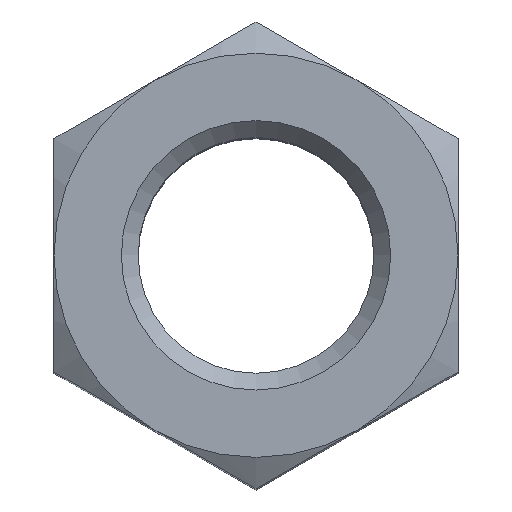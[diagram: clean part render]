
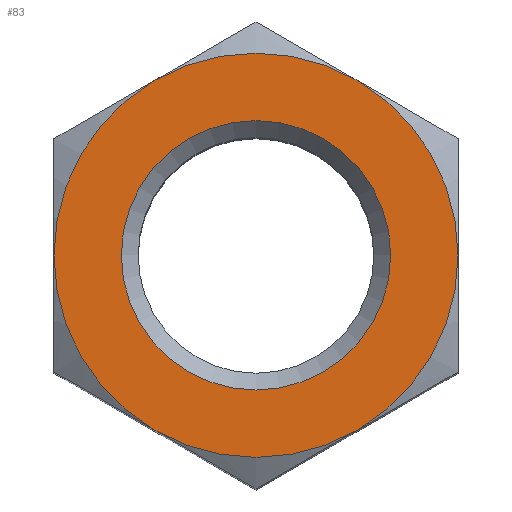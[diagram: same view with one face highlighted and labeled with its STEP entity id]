
A CAD part, top view. The second image highlights one B-rep face of the part: STEP entity #83.
In plain terms, the highlighted planar face has unit normal (0, 0, 1).
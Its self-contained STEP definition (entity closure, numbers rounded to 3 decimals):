
#83 = ADVANCED_FACE( '', ( #212, #213 ), #214, .F. );
#212 = FACE_BOUND( '', #539, .T. );
#213 = FACE_OUTER_BOUND( '', #540, .T. );
#214 = PLANE( '', #541 );
#539 = EDGE_LOOP( '', ( #899 ) );
#540 = EDGE_LOOP( '', ( #900, #901, #902, #903, #904, #905 ) );
#541 = AXIS2_PLACEMENT_3D( '', #906, #907, #908 );
#899 = ORIENTED_EDGE( '', *, *, #1469, .T. );
#900 = ORIENTED_EDGE( '', *, *, #1472, .F. );
#901 = ORIENTED_EDGE( '', *, *, #1491, .F. );
#902 = ORIENTED_EDGE( '', *, *, #1492, .F. );
#903 = ORIENTED_EDGE( '', *, *, #1493, .F. );
#904 = ORIENTED_EDGE( '', *, *, #1494, .F. );
#905 = ORIENTED_EDGE( '', *, *, #1495, .F. );
#906 = CARTESIAN_POINT( '', ( -12., -6.928, 48. ) );
#907 = DIRECTION( '', ( 0., 0., -1. ) );
#908 = DIRECTION( '', ( -1., 0., 0. ) );
#1469 = EDGE_CURVE( '', #1610, #1610, #1611, .T. );
#1472 = EDGE_CURVE( '', #1615, #1613, #1617, .T. );
#1491 = EDGE_CURVE( '', #1650, #1615, #1651, .T. );
#1492 = EDGE_CURVE( '', #1652, #1650, #1653, .T. );
#1493 = EDGE_CURVE( '', #1654, #1652, #1655, .T. );
#1494 = EDGE_CURVE( '', #1656, #1654, #1657, .T. );
#1495 = EDGE_CURVE( '', #1613, #1656, #1658, .T. );
#1610 = VERTEX_POINT( '', #1868 );
#1611 = CIRCLE( '', #1869, 8. );
#1613 = VERTEX_POINT( '', #1871 );
#1615 = VERTEX_POINT( '', #1878 );
#1617 = CIRCLE( '', #1887, 12. );
#1650 = VERTEX_POINT( '', #1959 );
#1651 = CIRCLE( '', #1960, 12. );
#1652 = VERTEX_POINT( '', #1961 );
#1653 = CIRCLE( '', #1962, 12. );
#1654 = VERTEX_POINT( '', #1963 );
#1655 = CIRCLE( '', #1964, 12. );
#1656 = VERTEX_POINT( '', #1965 );
#1657 = CIRCLE( '', #1966, 12. );
#1658 = CIRCLE( '', #1967, 12. );
#1868 = CARTESIAN_POINT( '', ( -8., 0., 48. ) );
#1869 = AXIS2_PLACEMENT_3D( '', #2279, #2280, #2281 );
#1871 = CARTESIAN_POINT( '', ( 6., 10.392, 48. ) );
#1878 = CARTESIAN_POINT( '', ( -6., 10.392, 48. ) );
#1887 = AXIS2_PLACEMENT_3D( '', #2282, #2283, #2284 );
#1959 = CARTESIAN_POINT( '', ( -12., 0., 48. ) );
#1960 = AXIS2_PLACEMENT_3D( '', #2315, #2316, #2317 );
#1961 = CARTESIAN_POINT( '', ( -6., -10.392, 48. ) );
#1962 = AXIS2_PLACEMENT_3D( '', #2318, #2319, #2320 );
#1963 = CARTESIAN_POINT( '', ( 6., -10.392, 48. ) );
#1964 = AXIS2_PLACEMENT_3D( '', #2321, #2322, #2323 );
#1965 = CARTESIAN_POINT( '', ( 12., 0., 48. ) );
#1966 = AXIS2_PLACEMENT_3D( '', #2324, #2325, #2326 );
#1967 = AXIS2_PLACEMENT_3D( '', #2327, #2328, #2329 );
#2279 = CARTESIAN_POINT( '', ( 0., 0., 48. ) );
#2280 = DIRECTION( '', ( 0., 0., -1. ) );
#2281 = DIRECTION( '', ( -1., 0., 0. ) );
#2282 = CARTESIAN_POINT( '', ( 0., 0., 48. ) );
#2283 = DIRECTION( '', ( 0., 0., -1. ) );
#2284 = DIRECTION( '', ( -1., 0., 0. ) );
#2315 = CARTESIAN_POINT( '', ( 0., 0., 48. ) );
#2316 = DIRECTION( '', ( 0., 0., -1. ) );
#2317 = DIRECTION( '', ( -1., 0., 0. ) );
#2318 = CARTESIAN_POINT( '', ( 0., 0., 48. ) );
#2319 = DIRECTION( '', ( 0., 0., -1. ) );
#2320 = DIRECTION( '', ( -1., 0., 0. ) );
#2321 = CARTESIAN_POINT( '', ( 0., 0., 48. ) );
#2322 = DIRECTION( '', ( 0., 0., -1. ) );
#2323 = DIRECTION( '', ( -1., 0., 0. ) );
#2324 = CARTESIAN_POINT( '', ( 0., 0., 48. ) );
#2325 = DIRECTION( '', ( 0., 0., -1. ) );
#2326 = DIRECTION( '', ( -1., 0., 0. ) );
#2327 = CARTESIAN_POINT( '', ( 0., 0., 48. ) );
#2328 = DIRECTION( '', ( 0., 0., -1. ) );
#2329 = DIRECTION( '', ( -1., 0., 0. ) );
